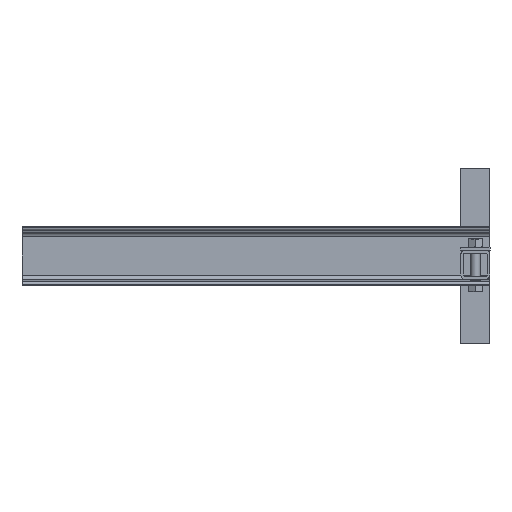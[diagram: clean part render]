
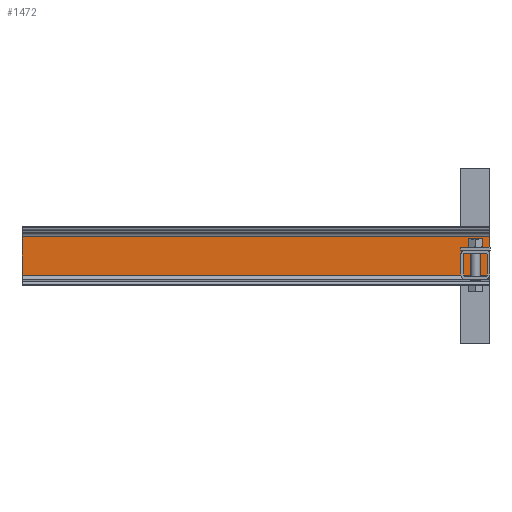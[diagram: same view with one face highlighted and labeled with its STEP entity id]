
A CAD part, left-side view. The second image highlights one B-rep face of the part: STEP entity #1472.
In plain terms, the highlighted face is planar.
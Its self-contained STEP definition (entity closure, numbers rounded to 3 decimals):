
#165=PLANE('',#1810);
#219=FACE_OUTER_BOUND('',#310,.T.);
#310=EDGE_LOOP('',(#1074,#1075,#1076,#1077));
#401=LINE('',#2461,#512);
#425=LINE('',#2520,#536);
#426=LINE('',#2523,#537);
#427=LINE('',#2524,#538);
#512=VECTOR('',#1990,10.);
#536=VECTOR('',#2044,10.);
#537=VECTOR('',#2049,10.);
#538=VECTOR('',#2050,10.);
#684=VERTEX_POINT('',#2454);
#687=VERTEX_POINT('',#2459);
#706=VERTEX_POINT('',#2517);
#707=VERTEX_POINT('',#2519);
#821=EDGE_CURVE('',#687,#684,#401,.T.);
#850=EDGE_CURVE('',#707,#706,#425,.T.);
#852=EDGE_CURVE('',#706,#684,#426,.T.);
#853=EDGE_CURVE('',#707,#687,#427,.T.);
#1074=ORIENTED_EDGE('',*,*,#852,.T.);
#1075=ORIENTED_EDGE('',*,*,#821,.F.);
#1076=ORIENTED_EDGE('',*,*,#853,.F.);
#1077=ORIENTED_EDGE('',*,*,#850,.T.);
#1472=ADVANCED_FACE('',(#219),#165,.T.);
#1810=AXIS2_PLACEMENT_3D('',#2522,#2047,#2048);
#1990=DIRECTION('',(0.,0.,1.));
#2044=DIRECTION('',(0.,0.,1.));
#2047=DIRECTION('center_axis',(1.,0.,0.));
#2048=DIRECTION('ref_axis',(0.,0.,-1.));
#2049=DIRECTION('',(0.,-1.,0.));
#2050=DIRECTION('',(0.,-1.,0.));
#2454=CARTESIAN_POINT('',(4.39,-32.479,800.));
#2459=CARTESIAN_POINT('',(4.39,-32.479,0.));
#2461=CARTESIAN_POINT('',(4.39,-32.479,0.));
#2517=CARTESIAN_POINT('',(4.39,32.479,800.));
#2519=CARTESIAN_POINT('',(4.39,32.479,0.));
#2520=CARTESIAN_POINT('',(4.39,32.479,0.));
#2522=CARTESIAN_POINT('Origin',(4.39,0.,0.));
#2523=CARTESIAN_POINT('',(4.39,0.,800.));
#2524=CARTESIAN_POINT('',(4.39,0.,0.));
